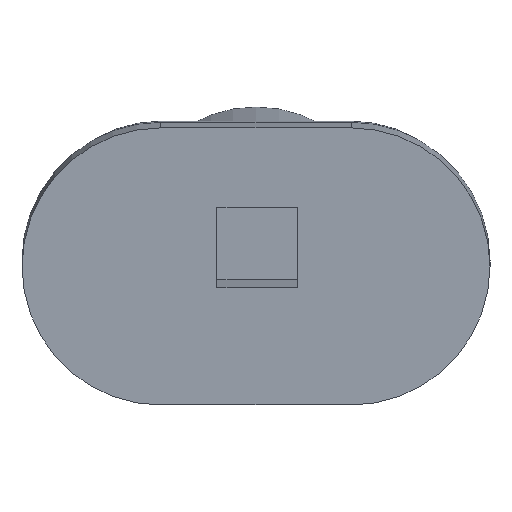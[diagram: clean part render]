
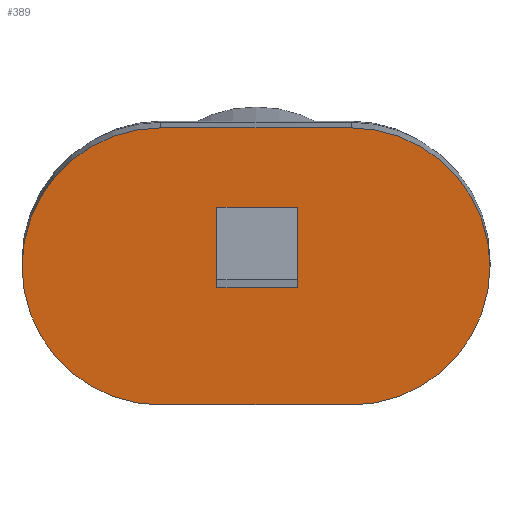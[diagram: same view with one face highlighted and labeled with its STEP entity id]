
A CAD part, front view. The second image highlights one B-rep face of the part: STEP entity #389.
In plain terms, the highlighted face is planar.
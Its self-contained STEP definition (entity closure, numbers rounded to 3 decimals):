
#41=FACE_BOUND('',#102,.T.);
#52=PLANE('',#443);
#78=FACE_OUTER_BOUND('',#101,.T.);
#101=EDGE_LOOP('',(#335,#336,#337,#338));
#102=EDGE_LOOP('',(#339,#340,#341,#342));
#111=LINE('',#617,#147);
#115=LINE('',#625,#151);
#118=LINE('',#631,#154);
#121=LINE('',#636,#157);
#132=LINE('',#667,#168);
#136=LINE('',#676,#172);
#147=VECTOR('',#492,10.);
#151=VECTOR('',#498,10.);
#154=VECTOR('',#503,10.);
#157=VECTOR('',#508,10.);
#168=VECTOR('',#539,10.);
#172=VECTOR('',#549,10.);
#190=CIRCLE('',#439,2.925);
#191=CIRCLE('',#442,2.925);
#199=VERTEX_POINT('',#615);
#200=VERTEX_POINT('',#616);
#203=VERTEX_POINT('',#624);
#205=VERTEX_POINT('',#630);
#215=VERTEX_POINT('',#664);
#216=VERTEX_POINT('',#666);
#217=VERTEX_POINT('',#670);
#218=VERTEX_POINT('',#674);
#230=EDGE_CURVE('',#199,#200,#111,.T.);
#234=EDGE_CURVE('',#203,#199,#115,.T.);
#237=EDGE_CURVE('',#205,#203,#118,.T.);
#240=EDGE_CURVE('',#200,#205,#121,.T.);
#255=EDGE_CURVE('',#216,#215,#132,.F.);
#258=EDGE_CURVE('',#215,#217,#190,.F.);
#260=EDGE_CURVE('',#217,#218,#136,.F.);
#261=EDGE_CURVE('',#218,#216,#191,.F.);
#335=ORIENTED_EDGE('',*,*,#260,.T.);
#336=ORIENTED_EDGE('',*,*,#261,.T.);
#337=ORIENTED_EDGE('',*,*,#255,.T.);
#338=ORIENTED_EDGE('',*,*,#258,.T.);
#339=ORIENTED_EDGE('',*,*,#230,.T.);
#340=ORIENTED_EDGE('',*,*,#240,.T.);
#341=ORIENTED_EDGE('',*,*,#237,.T.);
#342=ORIENTED_EDGE('',*,*,#234,.T.);
#389=ADVANCED_FACE('',(#78,#41),#52,.T.);
#439=AXIS2_PLACEMENT_3D('',#672,#544,#545);
#442=AXIS2_PLACEMENT_3D('',#678,#552,#553);
#443=AXIS2_PLACEMENT_3D('',#679,#554,#555);
#492=DIRECTION('',(1.,0.,0.));
#498=DIRECTION('',(0.,0.,1.));
#503=DIRECTION('',(-1.,0.,0.));
#508=DIRECTION('',(0.,0.,-1.));
#539=DIRECTION('',(1.,0.,0.));
#544=DIRECTION('center_axis',(0.,1.,0.));
#545=DIRECTION('ref_axis',(1.,0.,0.));
#549=DIRECTION('',(-1.,0.,0.));
#552=DIRECTION('center_axis',(0.,1.,0.));
#553=DIRECTION('ref_axis',(1.,0.,0.));
#554=DIRECTION('center_axis',(0.,-1.,0.));
#555=DIRECTION('ref_axis',(1.,0.,0.));
#615=CARTESIAN_POINT('',(-0.823,0.,1.248));
#616=CARTESIAN_POINT('',(0.877,0.,1.248));
#617=CARTESIAN_POINT('',(-0.361,0.,1.248));
#624=CARTESIAN_POINT('',(-0.823,0.,-0.452));
#625=CARTESIAN_POINT('',(-0.823,0.,-0.176));
#630=CARTESIAN_POINT('',(0.877,0.,-0.452));
#631=CARTESIAN_POINT('',(0.389,0.,-0.452));
#636=CARTESIAN_POINT('',(0.877,0.,0.574));
#664=CARTESIAN_POINT('',(-2.,0.,2.925));
#666=CARTESIAN_POINT('',(2.,0.,2.925));
#667=CARTESIAN_POINT('',(-1.,0.,2.925));
#670=CARTESIAN_POINT('',(-2.,0.,-2.925));
#672=CARTESIAN_POINT('Origin',(-2.,0.,0.));
#674=CARTESIAN_POINT('',(2.,0.,-2.925));
#676=CARTESIAN_POINT('',(1.,0.,-2.925));
#678=CARTESIAN_POINT('Origin',(2.,0.,0.));
#679=CARTESIAN_POINT('Origin',(0.,0.,0.));
